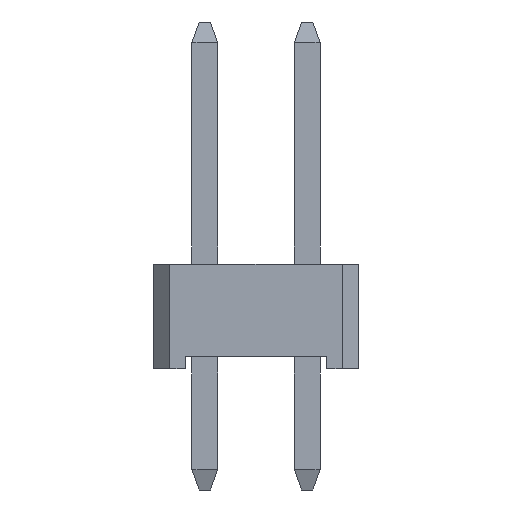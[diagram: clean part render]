
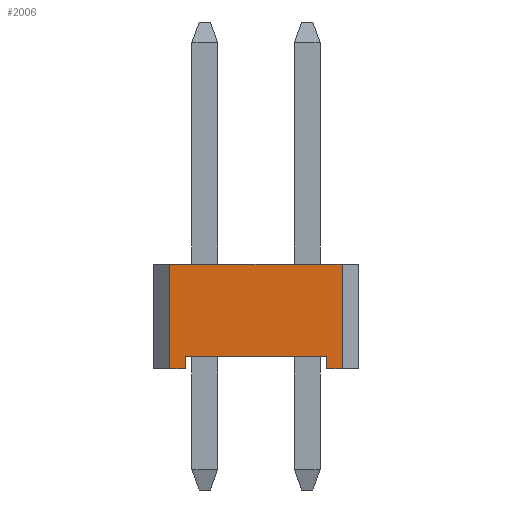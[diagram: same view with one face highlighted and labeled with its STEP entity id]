
A CAD part, left-side view. The second image highlights one B-rep face of the part: STEP entity #2006.
In plain terms, the highlighted planar face has unit normal (-1, 0, 0).
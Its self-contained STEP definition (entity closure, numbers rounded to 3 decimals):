
#150 = LINE ( 'NONE', #37908, #39876 ) ;
#830 = FACE_OUTER_BOUND ( 'NONE', #46910, .T. ) ;
#2006 = ADVANCED_FACE ( 'NONE', ( #830 ), #5190, .T. ) ;
#5190 = PLANE ( 'NONE',  #41740 ) ;
#6304 = DIRECTION ( 'NONE',  ( 0., -1., 0. ) ) ;
#6806 = VERTEX_POINT ( 'NONE', #40006 ) ;
#7731 = CARTESIAN_POINT ( 'NONE',  ( -22.86, 1.75, 0.3 ) ) ;
#7826 = DIRECTION ( 'NONE',  ( 0., -1., 0. ) ) ;
#7897 = ORIENTED_EDGE ( 'NONE', *, *, #22064, .F. ) ;
#8045 = VECTOR ( 'NONE', #25582, 1000. ) ;
#8425 = DIRECTION ( 'NONE',  ( -1., 0., 0. ) ) ;
#8940 = DIRECTION ( 'NONE',  ( 0., 0., -1. ) ) ;
#9397 = LINE ( 'NONE', #31759, #25909 ) ;
#9506 = VERTEX_POINT ( 'NONE', #32457 ) ;
#10969 = VERTEX_POINT ( 'NONE', #25863 ) ;
#11734 = LINE ( 'NONE', #22778, #27908 ) ;
#13269 = EDGE_CURVE ( 'NONE', #10969, #9506, #46911, .T. ) ;
#13357 = VERTEX_POINT ( 'NONE', #16945 ) ;
#13592 = LINE ( 'NONE', #28578, #8045 ) ;
#13680 = ORIENTED_EDGE ( 'NONE', *, *, #13269, .T. ) ;
#15045 = CARTESIAN_POINT ( 'NONE',  ( -22.86, 2.14, 0. ) ) ;
#15577 = DIRECTION ( 'NONE',  ( 0., 0., 1. ) ) ;
#16820 = CARTESIAN_POINT ( 'NONE',  ( -22.86, 2.14, 2.6 ) ) ;
#16945 = CARTESIAN_POINT ( 'NONE',  ( -22.86, -2.14, 0. ) ) ;
#17452 = CARTESIAN_POINT ( 'NONE',  ( -22.86, -1.75, 0.3 ) ) ;
#17504 = EDGE_CURVE ( 'NONE', #36859, #47647, #150, .T. ) ;
#17912 = ORIENTED_EDGE ( 'NONE', *, *, #17504, .F. ) ;
#18157 = CARTESIAN_POINT ( 'NONE',  ( -22.86, -1.75, 0.3 ) ) ;
#20200 = CARTESIAN_POINT ( 'NONE',  ( -22.86, 0., 0. ) ) ;
#20877 = ORIENTED_EDGE ( 'NONE', *, *, #31256, .T. ) ;
#21847 = LINE ( 'NONE', #18157, #44739 ) ;
#22064 = EDGE_CURVE ( 'NONE', #47647, #6806, #13592, .T. ) ;
#22778 = CARTESIAN_POINT ( 'NONE',  ( -22.86, 2.14, 0. ) ) ;
#22846 = VERTEX_POINT ( 'NONE', #15045 ) ;
#23623 = ORIENTED_EDGE ( 'NONE', *, *, #35707, .T. ) ;
#23876 = LINE ( 'NONE', #16820, #24838 ) ;
#24477 = VECTOR ( 'NONE', #6304, 1000. ) ;
#24838 = VECTOR ( 'NONE', #8940, 1000. ) ;
#25582 = DIRECTION ( 'NONE',  ( 0., 0., -1. ) ) ;
#25863 = CARTESIAN_POINT ( 'NONE',  ( -22.86, -2.14, 2.6 ) ) ;
#25909 = VECTOR ( 'NONE', #28076, 1000. ) ;
#27195 = EDGE_CURVE ( 'NONE', #9506, #22846, #23876, .T. ) ;
#27657 = VECTOR ( 'NONE', #35597, 1000. ) ;
#27908 = VECTOR ( 'NONE', #7826, 1000. ) ;
#28076 = DIRECTION ( 'NONE',  ( 0., 0., 1. ) ) ;
#28578 = CARTESIAN_POINT ( 'NONE',  ( -22.86, 1.75, 0.3 ) ) ;
#29701 = DIRECTION ( 'NONE',  ( 0., 0., -1. ) ) ;
#31256 = EDGE_CURVE ( 'NONE', #22846, #6806, #39024, .T. ) ;
#31644 = CARTESIAN_POINT ( 'NONE',  ( -22.86, 2.14, 0. ) ) ;
#31759 = CARTESIAN_POINT ( 'NONE',  ( -22.86, -2.14, 0. ) ) ;
#32457 = CARTESIAN_POINT ( 'NONE',  ( -22.86, 2.14, 2.6 ) ) ;
#35597 = DIRECTION ( 'NONE',  ( 0., 1., 0. ) ) ;
#35707 = EDGE_CURVE ( 'NONE', #38378, #13357, #11734, .T. ) ;
#36421 = ORIENTED_EDGE ( 'NONE', *, *, #39155, .T. ) ;
#36859 = VERTEX_POINT ( 'NONE', #17452 ) ;
#37908 = CARTESIAN_POINT ( 'NONE',  ( -22.86, -1.75, 0.3 ) ) ;
#38378 = VERTEX_POINT ( 'NONE', #41748 ) ;
#39000 = ORIENTED_EDGE ( 'NONE', *, *, #27195, .T. ) ;
#39024 = LINE ( 'NONE', #31644, #24477 ) ;
#39155 = EDGE_CURVE ( 'NONE', #36859, #38378, #21847, .T. ) ;
#39751 = EDGE_CURVE ( 'NONE', #13357, #10969, #9397, .T. ) ;
#39876 = VECTOR ( 'NONE', #45039, 1000. ) ;
#40006 = CARTESIAN_POINT ( 'NONE',  ( -22.86, 1.75, 0. ) ) ;
#41740 = AXIS2_PLACEMENT_3D ( 'NONE', #20200, #8425, #15577 ) ;
#41748 = CARTESIAN_POINT ( 'NONE',  ( -22.86, -1.75, 0. ) ) ;
#43208 = CARTESIAN_POINT ( 'NONE',  ( -22.86, -2.14, 2.6 ) ) ;
#43990 = ORIENTED_EDGE ( 'NONE', *, *, #39751, .T. ) ;
#44739 = VECTOR ( 'NONE', #29701, 1000. ) ;
#45039 = DIRECTION ( 'NONE',  ( 0., 1., 0. ) ) ;
#46910 = EDGE_LOOP ( 'NONE', ( #36421, #23623, #43990, #13680, #39000, #20877, #7897, #17912 ) ) ;
#46911 = LINE ( 'NONE', #43208, #27657 ) ;
#47647 = VERTEX_POINT ( 'NONE', #7731 ) ;
